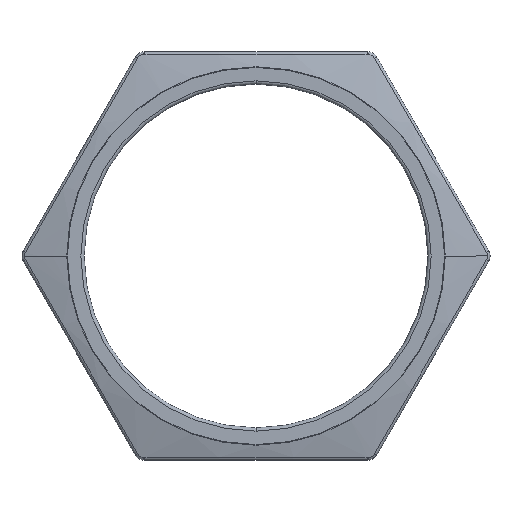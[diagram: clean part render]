
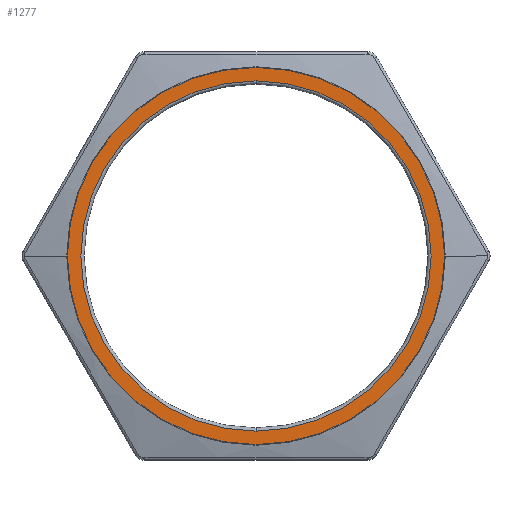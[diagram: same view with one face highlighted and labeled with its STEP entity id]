
A CAD part, front view. The second image highlights one B-rep face of the part: STEP entity #1277.
In plain terms, the highlighted planar face has unit normal (0, -1, 0).
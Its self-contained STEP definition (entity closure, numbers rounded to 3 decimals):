
#71 = EDGE_CURVE ( 'NONE', #1529, #158, #1680, .T. ) ;
#110 = DIRECTION ( 'NONE',  ( 0., 1., 0. ) ) ;
#158 = VERTEX_POINT ( 'NONE', #411 ) ;
#169 = DIRECTION ( 'NONE',  ( 0., -1., 0. ) ) ;
#186 = CARTESIAN_POINT ( 'NONE',  ( 0., 0., 0. ) ) ;
#208 = FACE_OUTER_BOUND ( 'NONE', #390, .T. ) ;
#322 = EDGE_CURVE ( 'NONE', #1205, #1005, #437, .T. ) ;
#360 = CIRCLE ( 'NONE', #1436, 8.15 ) ;
#370 = CARTESIAN_POINT ( 'NONE',  ( 0., 0., 0. ) ) ;
#374 = CARTESIAN_POINT ( 'NONE',  ( 0., 0., 8.777 ) ) ;
#390 = EDGE_LOOP ( 'NONE', ( #596, #833 ) ) ;
#411 = CARTESIAN_POINT ( 'NONE',  ( 0., 0., 8.15 ) ) ;
#437 = CIRCLE ( 'NONE', #1627, 8.777 ) ;
#502 = EDGE_CURVE ( 'NONE', #1005, #1205, #1219, .T. ) ;
#596 = ORIENTED_EDGE ( 'NONE', *, *, #502, .T. ) ;
#616 = CARTESIAN_POINT ( 'NONE',  ( 0., 0., 0. ) ) ;
#633 = DIRECTION ( 'NONE',  ( 0., 0., 1. ) ) ;
#649 = EDGE_LOOP ( 'NONE', ( #1510, #781 ) ) ;
#694 = DIRECTION ( 'NONE',  ( 0., 0., 1. ) ) ;
#707 = DIRECTION ( 'NONE',  ( 0., 0., 1. ) ) ;
#726 = DIRECTION ( 'NONE',  ( 0., -1., 0. ) ) ;
#781 = ORIENTED_EDGE ( 'NONE', *, *, #71, .T. ) ;
#784 = CARTESIAN_POINT ( 'NONE',  ( 0., 0., -8.777 ) ) ;
#833 = ORIENTED_EDGE ( 'NONE', *, *, #322, .T. ) ;
#842 = FACE_BOUND ( 'NONE', #649, .T. ) ;
#1005 = VERTEX_POINT ( 'NONE', #374 ) ;
#1042 = DIRECTION ( 'NONE',  ( 0., 1., 0. ) ) ;
#1096 = PLANE ( 'NONE',  #1470 ) ;
#1107 = EDGE_CURVE ( 'NONE', #158, #1529, #360, .T. ) ;
#1139 = AXIS2_PLACEMENT_3D ( 'NONE', #1331, #169, #694 ) ;
#1205 = VERTEX_POINT ( 'NONE', #784 ) ;
#1219 = CIRCLE ( 'NONE', #1139, 8.777 ) ;
#1277 = ADVANCED_FACE ( 'NONE', ( #208, #842 ), #1096, .F. ) ;
#1328 = AXIS2_PLACEMENT_3D ( 'NONE', #370, #110, #633 ) ;
#1331 = CARTESIAN_POINT ( 'NONE',  ( 0., 0., 0. ) ) ;
#1371 = DIRECTION ( 'NONE',  ( 0., 1., 0. ) ) ;
#1420 = DIRECTION ( 'NONE',  ( 0., 0., 1. ) ) ;
#1436 = AXIS2_PLACEMENT_3D ( 'NONE', #1652, #1042, #1420 ) ;
#1470 = AXIS2_PLACEMENT_3D ( 'NONE', #616, #1371, #1624 ) ;
#1510 = ORIENTED_EDGE ( 'NONE', *, *, #1107, .T. ) ;
#1529 = VERTEX_POINT ( 'NONE', #1562 ) ;
#1562 = CARTESIAN_POINT ( 'NONE',  ( 0., 0., -8.15 ) ) ;
#1624 = DIRECTION ( 'NONE',  ( 0., 0., 1. ) ) ;
#1627 = AXIS2_PLACEMENT_3D ( 'NONE', #186, #726, #707 ) ;
#1652 = CARTESIAN_POINT ( 'NONE',  ( 0., 0., 0. ) ) ;
#1680 = CIRCLE ( 'NONE', #1328, 8.15 ) ;
